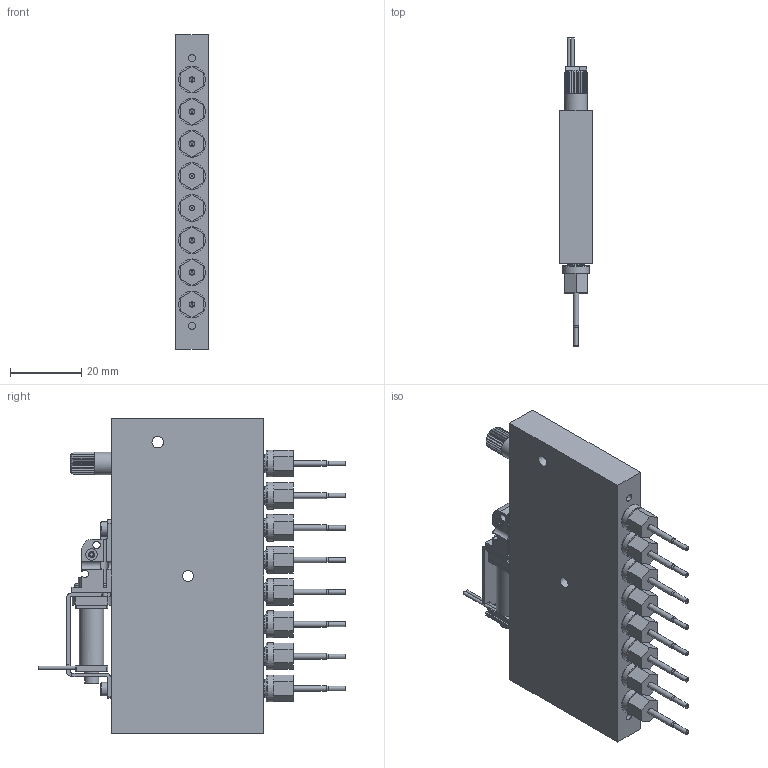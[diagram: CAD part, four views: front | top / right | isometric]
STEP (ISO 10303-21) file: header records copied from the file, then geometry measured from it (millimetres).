
FILE_DESCRIPTION(/* description */ ('STEP AP214'),/* implementation_level */ '2;1');
FILE_NAME(/* name */ '8114038_VTOI-A-V8-30D3-U14-08-V-S015-1',/* time_stamp */ '2024-09-17T11:25:55+02:00',/* author */ ('License CC BY-ND 4.0'),/* organization */ ('CADENAS'),/* preprocessor_version */ 'ST-DEVELOPER v19.3',/* originating_system */ 'PARTsolutions',/* authorisation */ ' ');
FILE_SCHEMA (('AUTOMOTIVE_DESIGN {1 0 10303 214 3 1 1}'));
Length unit declared in the file: millimetre
Products named in the file (4): 8114038 VTOI-A-V8-30D3-U14-08-V-S015-1---(high); 8114038 VTOI-A-V8-30D3-U14-08-V-S015-1---(high_m); 5090935 KV-2-NCF-17-FT-24VDC---(high); DIN-912 - M2x4(F)
Assembly tree (4 placements, depth 2):
  8114038 VTOI-A-V8-30D3-U14-08-V-S015-1---(high)
    8114038 VTOI-A-V8-30D3-U14-08-V-S015-1---(high_m)
    5090935 KV-2-NCF-17-FT-24VDC---(high)
    DIN-912 - M2x4(F)  x2
Bounding box: 9 x 86.25 x 88 mm (x, y, z)
Volume: 38136.8 mm3; surface area: 15437.7 mm2
Topology: 4 solids, 4 shells, 509 faces, 1230 edges, 794 vertices
Faces by surface type: plane 331, cylinder 121, cone 43, torus 14
Full cylindrical faces by diameter (mm): 0.3 x8, 0.9 x4, 1 x2, 1.2 x2, 1.3 x8, 1.4 x2, 1.567 x2, 1.6 x8, 1.7 x4, 2 x5, 2.1 x1, 2.2 x1, 2.4 x1, 3.048 x1, 3.1 x2, 3.2 x4, 3.302 x1, 3.556 x1, 3.8 x2, 3.95 x1, 4.1 x1, 5 x8, 6.35 x1, 7.5 x8
Entity records: 14851 total; most frequent: CARTESIAN_POINT 2482, DIRECTION 2269, ORIENTED_EDGE 2054, EDGE_CURVE 1027, AXIS2_PLACEMENT_3D 820, VERTEX_POINT 736, FACE_BOUND 683, EDGE_LOOP 680
